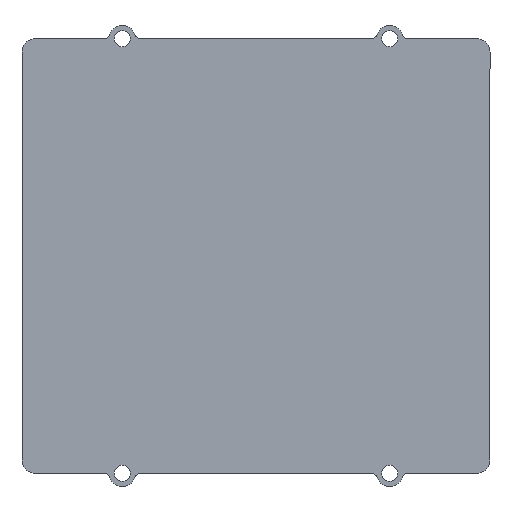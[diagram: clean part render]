
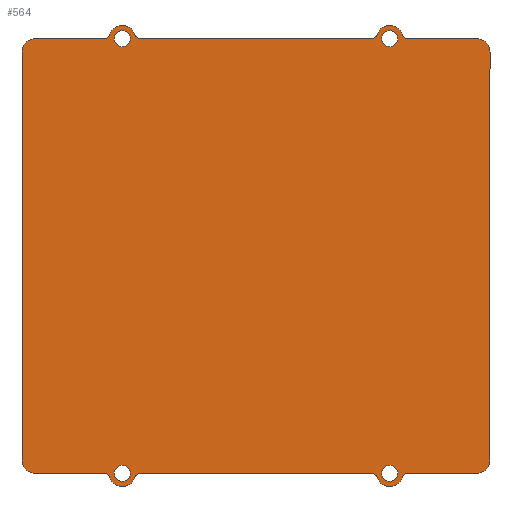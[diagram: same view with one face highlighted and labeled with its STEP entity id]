
A CAD part, front view. The second image highlights one B-rep face of the part: STEP entity #564.
In plain terms, the highlighted planar face has unit normal (0, -1, 0).
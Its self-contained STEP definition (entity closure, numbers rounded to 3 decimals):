
#19=FACE_BOUND('',#91,.T.);
#20=FACE_BOUND('',#92,.T.);
#21=FACE_BOUND('',#93,.T.);
#22=FACE_BOUND('',#94,.T.);
#36=PLANE('',#644);
#56=FACE_OUTER_BOUND('',#90,.T.);
#90=EDGE_LOOP('',(#465,#466,#467,#468,#469,#470,#471,#472,#473,#474,#475,
#476,#477,#478,#479,#480,#481,#482,#483,#484,#485,#486,#487,#488));
#91=EDGE_LOOP('',(#489));
#92=EDGE_LOOP('',(#490));
#93=EDGE_LOOP('',(#491));
#94=EDGE_LOOP('',(#492));
#111=LINE('',#859,#151);
#118=LINE('',#877,#158);
#123=LINE('',#892,#163);
#129=LINE('',#913,#169);
#132=LINE('',#925,#172);
#140=LINE('',#949,#180);
#144=LINE('',#961,#184);
#147=LINE('',#987,#187);
#151=VECTOR('',#677,10.);
#158=VECTOR('',#692,10.);
#163=VECTOR('',#705,10.);
#169=VECTOR('',#725,10.);
#172=VECTOR('',#736,10.);
#180=VECTOR('',#758,10.);
#184=VECTOR('',#770,10.);
#187=VECTOR('',#803,10.);
#189=CIRCLE('',#596,1.);
#192=CIRCLE('',#601,1.);
#194=CIRCLE('',#605,1.);
#195=CIRCLE('',#608,1.);
#198=CIRCLE('',#612,1.);
#199=CIRCLE('',#615,1.);
#201=CIRCLE('',#619,1.);
#204=CIRCLE('',#623,1.);
#206=CIRCLE('',#627,2.);
#218=CIRCLE('',#642,2.);
#219=CIRCLE('',#645,2.);
#220=CIRCLE('',#646,2.);
#221=CIRCLE('',#647,2.);
#222=CIRCLE('',#648,2.);
#223=CIRCLE('',#649,2.);
#224=CIRCLE('',#650,2.);
#225=CIRCLE('',#651,1.2);
#226=CIRCLE('',#652,1.2);
#227=CIRCLE('',#653,1.2);
#228=CIRCLE('',#654,1.2);
#229=VERTEX_POINT('',#849);
#230=VERTEX_POINT('',#850);
#233=VERTEX_POINT('',#858);
#237=VERTEX_POINT('',#867);
#238=VERTEX_POINT('',#869);
#240=VERTEX_POINT('',#875);
#243=VERTEX_POINT('',#882);
#244=VERTEX_POINT('',#884);
#246=VERTEX_POINT('',#890);
#247=VERTEX_POINT('',#894);
#251=VERTEX_POINT('',#903);
#252=VERTEX_POINT('',#905);
#254=VERTEX_POINT('',#911);
#255=VERTEX_POINT('',#915);
#256=VERTEX_POINT('',#916);
#259=VERTEX_POINT('',#924);
#261=VERTEX_POINT('',#930);
#265=VERTEX_POINT('',#939);
#266=VERTEX_POINT('',#941);
#268=VERTEX_POINT('',#947);
#270=VERTEX_POINT('',#953);
#272=VERTEX_POINT('',#959);
#279=VERTEX_POINT('',#982);
#280=VERTEX_POINT('',#986);
#281=VERTEX_POINT('',#996);
#282=VERTEX_POINT('',#998);
#283=VERTEX_POINT('',#1000);
#284=VERTEX_POINT('',#1002);
#285=EDGE_CURVE('',#229,#230,#189,.T.);
#289=EDGE_CURVE('',#230,#233,#111,.T.);
#294=EDGE_CURVE('',#237,#238,#192,.T.);
#298=EDGE_CURVE('',#240,#237,#118,.T.);
#301=EDGE_CURVE('',#243,#244,#194,.T.);
#305=EDGE_CURVE('',#246,#243,#123,.T.);
#306=EDGE_CURVE('',#247,#240,#195,.T.);
#311=EDGE_CURVE('',#251,#252,#198,.T.);
#315=EDGE_CURVE('',#254,#251,#129,.T.);
#316=EDGE_CURVE('',#255,#256,#199,.T.);
#320=EDGE_CURVE('',#256,#259,#132,.T.);
#323=EDGE_CURVE('',#261,#254,#201,.T.);
#328=EDGE_CURVE('',#265,#266,#204,.T.);
#332=EDGE_CURVE('',#268,#265,#140,.T.);
#335=EDGE_CURVE('',#270,#246,#206,.T.);
#338=EDGE_CURVE('',#272,#270,#144,.T.);
#351=EDGE_CURVE('',#233,#279,#218,.T.);
#353=EDGE_CURVE('',#279,#280,#147,.T.);
#355=EDGE_CURVE('',#259,#272,#219,.T.);
#356=EDGE_CURVE('',#255,#252,#220,.T.);
#357=EDGE_CURVE('',#261,#266,#221,.T.);
#358=EDGE_CURVE('',#280,#268,#222,.T.);
#359=EDGE_CURVE('',#229,#238,#223,.T.);
#360=EDGE_CURVE('',#247,#244,#224,.T.);
#361=EDGE_CURVE('',#281,#281,#225,.T.);
#362=EDGE_CURVE('',#282,#282,#226,.T.);
#363=EDGE_CURVE('',#283,#283,#227,.T.);
#364=EDGE_CURVE('',#284,#284,#228,.T.);
#465=ORIENTED_EDGE('',*,*,#335,.F.);
#466=ORIENTED_EDGE('',*,*,#338,.F.);
#467=ORIENTED_EDGE('',*,*,#355,.F.);
#468=ORIENTED_EDGE('',*,*,#320,.F.);
#469=ORIENTED_EDGE('',*,*,#316,.F.);
#470=ORIENTED_EDGE('',*,*,#356,.T.);
#471=ORIENTED_EDGE('',*,*,#311,.F.);
#472=ORIENTED_EDGE('',*,*,#315,.F.);
#473=ORIENTED_EDGE('',*,*,#323,.F.);
#474=ORIENTED_EDGE('',*,*,#357,.T.);
#475=ORIENTED_EDGE('',*,*,#328,.F.);
#476=ORIENTED_EDGE('',*,*,#332,.F.);
#477=ORIENTED_EDGE('',*,*,#358,.F.);
#478=ORIENTED_EDGE('',*,*,#353,.F.);
#479=ORIENTED_EDGE('',*,*,#351,.F.);
#480=ORIENTED_EDGE('',*,*,#289,.F.);
#481=ORIENTED_EDGE('',*,*,#285,.F.);
#482=ORIENTED_EDGE('',*,*,#359,.T.);
#483=ORIENTED_EDGE('',*,*,#294,.F.);
#484=ORIENTED_EDGE('',*,*,#298,.F.);
#485=ORIENTED_EDGE('',*,*,#306,.F.);
#486=ORIENTED_EDGE('',*,*,#360,.T.);
#487=ORIENTED_EDGE('',*,*,#301,.F.);
#488=ORIENTED_EDGE('',*,*,#305,.F.);
#489=ORIENTED_EDGE('',*,*,#361,.T.);
#490=ORIENTED_EDGE('',*,*,#362,.T.);
#491=ORIENTED_EDGE('',*,*,#363,.T.);
#492=ORIENTED_EDGE('',*,*,#364,.T.);
#564=ADVANCED_FACE('',(#56,#19,#20,#21,#22),#36,.T.);
#596=AXIS2_PLACEMENT_3D('',#851,#669,#670);
#601=AXIS2_PLACEMENT_3D('',#870,#685,#686);
#605=AXIS2_PLACEMENT_3D('',#885,#698,#699);
#608=AXIS2_PLACEMENT_3D('',#895,#708,#709);
#612=AXIS2_PLACEMENT_3D('',#906,#718,#719);
#615=AXIS2_PLACEMENT_3D('',#917,#728,#729);
#619=AXIS2_PLACEMENT_3D('',#931,#741,#742);
#623=AXIS2_PLACEMENT_3D('',#942,#751,#752);
#627=AXIS2_PLACEMENT_3D('',#955,#764,#765);
#642=AXIS2_PLACEMENT_3D('',#983,#798,#799);
#644=AXIS2_PLACEMENT_3D('',#989,#805,#806);
#645=AXIS2_PLACEMENT_3D('',#990,#807,#808);
#646=AXIS2_PLACEMENT_3D('',#991,#809,#810);
#647=AXIS2_PLACEMENT_3D('',#992,#811,#812);
#648=AXIS2_PLACEMENT_3D('',#993,#813,#814);
#649=AXIS2_PLACEMENT_3D('',#994,#815,#816);
#650=AXIS2_PLACEMENT_3D('',#995,#817,#818);
#651=AXIS2_PLACEMENT_3D('',#997,#819,#820);
#652=AXIS2_PLACEMENT_3D('',#999,#821,#822);
#653=AXIS2_PLACEMENT_3D('',#1001,#823,#824);
#654=AXIS2_PLACEMENT_3D('',#1003,#825,#826);
#669=DIRECTION('center_axis',(0.,-1.,0.));
#670=DIRECTION('ref_axis',(0.577,0.,0.816));
#677=DIRECTION('',(-1.,0.,0.));
#685=DIRECTION('center_axis',(0.,-1.,0.));
#686=DIRECTION('ref_axis',(-0.577,0.,0.816));
#692=DIRECTION('',(-1.,0.,0.));
#698=DIRECTION('center_axis',(0.,-1.,0.));
#699=DIRECTION('ref_axis',(-0.577,0.,0.816));
#705=DIRECTION('',(-1.,0.,0.));
#708=DIRECTION('center_axis',(0.,-1.,0.));
#709=DIRECTION('ref_axis',(0.577,0.,0.816));
#718=DIRECTION('center_axis',(0.,-1.,0.));
#719=DIRECTION('ref_axis',(0.577,0.,-0.816));
#725=DIRECTION('',(1.,0.,0.));
#728=DIRECTION('center_axis',(0.,-1.,0.));
#729=DIRECTION('ref_axis',(-0.577,0.,-0.816));
#736=DIRECTION('',(1.,0.,0.));
#741=DIRECTION('center_axis',(0.,-1.,0.));
#742=DIRECTION('ref_axis',(-0.577,0.,-0.816));
#751=DIRECTION('center_axis',(0.,-1.,0.));
#752=DIRECTION('ref_axis',(0.577,0.,-0.816));
#758=DIRECTION('',(1.,0.,0.));
#764=DIRECTION('center_axis',(0.,1.,0.));
#765=DIRECTION('ref_axis',(0.707,0.,-0.707));
#770=DIRECTION('',(0.,0.,-1.));
#798=DIRECTION('center_axis',(0.,1.,0.));
#799=DIRECTION('ref_axis',(-0.707,0.,-0.707));
#803=DIRECTION('',(0.,0.,1.));
#805=DIRECTION('center_axis',(0.,-1.,0.));
#806=DIRECTION('ref_axis',(0.,0.,-1.));
#807=DIRECTION('center_axis',(0.,1.,0.));
#808=DIRECTION('ref_axis',(0.707,0.,0.707));
#809=DIRECTION('center_axis',(0.,-1.,0.));
#810=DIRECTION('ref_axis',(1.,0.,0.));
#811=DIRECTION('center_axis',(0.,-1.,0.));
#812=DIRECTION('ref_axis',(1.,0.,0.));
#813=DIRECTION('center_axis',(0.,1.,0.));
#814=DIRECTION('ref_axis',(-0.707,0.,0.707));
#815=DIRECTION('center_axis',(0.,-1.,0.));
#816=DIRECTION('ref_axis',(1.,0.,0.));
#817=DIRECTION('center_axis',(0.,-1.,0.));
#818=DIRECTION('ref_axis',(1.,0.,0.));
#819=DIRECTION('center_axis',(0.,1.,0.));
#820=DIRECTION('ref_axis',(1.,0.,0.));
#821=DIRECTION('center_axis',(0.,1.,0.));
#822=DIRECTION('ref_axis',(1.,0.,0.));
#823=DIRECTION('center_axis',(0.,1.,0.));
#824=DIRECTION('ref_axis',(1.,0.,0.));
#825=DIRECTION('center_axis',(0.,1.,0.));
#826=DIRECTION('ref_axis',(1.,0.,0.));
#849=CARTESIAN_POINT('',(-25.402,0.,-46.809));
#850=CARTESIAN_POINT('',(-26.345,0.,-46.142));
#851=CARTESIAN_POINT('Origin',(-26.345,0.,-47.142));
#858=CARTESIAN_POINT('',(-36.517,0.,-46.142));
#859=CARTESIAN_POINT('',(31.483,0.,-46.142));
#867=CARTESIAN_POINT('',(-20.688,0.,-46.142));
#869=CARTESIAN_POINT('',(-21.631,0.,-46.809));
#870=CARTESIAN_POINT('Origin',(-20.688,0.,-47.142));
#875=CARTESIAN_POINT('',(13.655,0.,-46.142));
#877=CARTESIAN_POINT('',(31.483,0.,-46.142));
#882=CARTESIAN_POINT('',(19.312,0.,-46.142));
#884=CARTESIAN_POINT('',(18.369,0.,-46.809));
#885=CARTESIAN_POINT('Origin',(19.312,0.,-47.142));
#890=CARTESIAN_POINT('',(29.483,0.,-46.142));
#892=CARTESIAN_POINT('',(31.483,0.,-46.142));
#894=CARTESIAN_POINT('',(14.598,0.,-46.809));
#895=CARTESIAN_POINT('Origin',(13.655,0.,-47.142));
#903=CARTESIAN_POINT('',(13.655,0.,18.858));
#905=CARTESIAN_POINT('',(14.598,0.,19.525));
#906=CARTESIAN_POINT('Origin',(13.655,0.,19.858));
#911=CARTESIAN_POINT('',(-20.688,0.,18.858));
#913=CARTESIAN_POINT('',(-38.517,0.,18.858));
#915=CARTESIAN_POINT('',(18.369,0.,19.525));
#916=CARTESIAN_POINT('',(19.312,0.,18.858));
#917=CARTESIAN_POINT('Origin',(19.312,0.,19.858));
#924=CARTESIAN_POINT('',(29.483,0.,18.858));
#925=CARTESIAN_POINT('',(-38.517,0.,18.858));
#930=CARTESIAN_POINT('',(-21.631,0.,19.525));
#931=CARTESIAN_POINT('Origin',(-20.688,0.,19.858));
#939=CARTESIAN_POINT('',(-26.345,0.,18.858));
#941=CARTESIAN_POINT('',(-25.402,0.,19.525));
#942=CARTESIAN_POINT('Origin',(-26.345,0.,19.858));
#947=CARTESIAN_POINT('',(-36.517,0.,18.858));
#949=CARTESIAN_POINT('',(-38.517,0.,18.858));
#953=CARTESIAN_POINT('',(31.483,0.,-44.142));
#955=CARTESIAN_POINT('Origin',(29.483,0.,-44.142));
#959=CARTESIAN_POINT('',(31.483,0.,16.858));
#961=CARTESIAN_POINT('',(31.483,0.,18.858));
#982=CARTESIAN_POINT('',(-38.517,0.,-44.142));
#983=CARTESIAN_POINT('Origin',(-36.517,0.,-44.142));
#986=CARTESIAN_POINT('',(-38.517,0.,16.858));
#987=CARTESIAN_POINT('',(-38.517,0.,-46.142));
#989=CARTESIAN_POINT('Origin',(13.983,0.,-13.642));
#990=CARTESIAN_POINT('Origin',(29.483,0.,16.858));
#991=CARTESIAN_POINT('Origin',(16.483,0.,18.858));
#992=CARTESIAN_POINT('Origin',(-23.517,0.,18.858));
#993=CARTESIAN_POINT('Origin',(-36.517,0.,16.858));
#994=CARTESIAN_POINT('Origin',(-23.517,0.,-46.142));
#995=CARTESIAN_POINT('Origin',(16.483,0.,-46.142));
#996=CARTESIAN_POINT('',(15.283,0.,-46.142));
#997=CARTESIAN_POINT('Origin',(16.483,0.,-46.142));
#998=CARTESIAN_POINT('',(-24.717,0.,18.858));
#999=CARTESIAN_POINT('Origin',(-23.517,0.,18.858));
#1000=CARTESIAN_POINT('',(15.283,0.,18.858));
#1001=CARTESIAN_POINT('Origin',(16.483,0.,18.858));
#1002=CARTESIAN_POINT('',(-24.717,0.,-46.142));
#1003=CARTESIAN_POINT('Origin',(-23.517,0.,-46.142));
